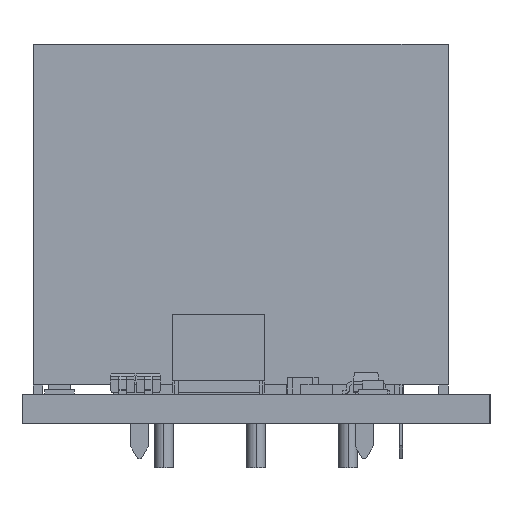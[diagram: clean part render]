
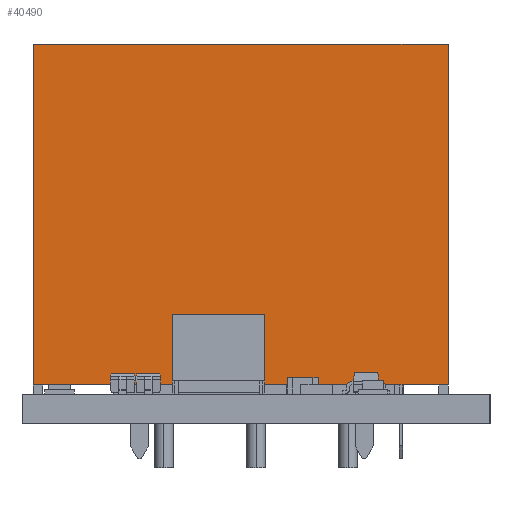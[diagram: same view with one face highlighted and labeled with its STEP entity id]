
A CAD part, left-side view. The second image highlights one B-rep face of the part: STEP entity #40490.
In plain terms, the highlighted planar face has unit normal (-1, 0, 0).
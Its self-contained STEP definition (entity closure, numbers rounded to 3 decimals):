
#1131 = VECTOR ( 'NONE', #38187, 1000. ) ;
#2189 = AXIS2_PLACEMENT_3D ( 'NONE', #5746, #36290, #19809 ) ;
#2458 = VERTEX_POINT ( 'NONE', #32510 ) ;
#3563 = ORIENTED_EDGE ( 'NONE', *, *, #41904, .F. ) ;
#5746 = CARTESIAN_POINT ( 'NONE',  ( 5.593, 24.776, 20.575 ) ) ;
#6545 = LINE ( 'NONE', #6780, #1131 ) ;
#6780 = CARTESIAN_POINT ( 'NONE',  ( 5.593, 2.276, 2.075 ) ) ;
#7162 = CARTESIAN_POINT ( 'NONE',  ( 5.593, 24.776, 20.575 ) ) ;
#10199 = CARTESIAN_POINT ( 'NONE',  ( 5.593, 2.276, 20.575 ) ) ;
#14458 = VERTEX_POINT ( 'NONE', #32657 ) ;
#16515 = ORIENTED_EDGE ( 'NONE', *, *, #21224, .F. ) ;
#16775 = LINE ( 'NONE', #10199, #43197 ) ;
#19809 = DIRECTION ( 'NONE',  ( 0., 0., -1. ) ) ;
#21224 = EDGE_CURVE ( 'NONE', #44105, #14458, #30644, .T. ) ;
#21300 = VERTEX_POINT ( 'NONE', #41045 ) ;
#24301 = CARTESIAN_POINT ( 'NONE',  ( 5.593, 24.776, 20.575 ) ) ;
#24347 = DIRECTION ( 'NONE',  ( 0., -1., 0. ) ) ;
#24753 = DIRECTION ( 'NONE',  ( 0., 0., -1. ) ) ;
#26462 = EDGE_CURVE ( 'NONE', #44105, #21300, #31261, .T. ) ;
#26676 = ORIENTED_EDGE ( 'NONE', *, *, #26462, .T. ) ;
#27527 = EDGE_LOOP ( 'NONE', ( #3563, #43079, #16515, #26676 ) ) ;
#28784 = VECTOR ( 'NONE', #24753, 1000. ) ;
#29609 = VECTOR ( 'NONE', #24347, 1000. ) ;
#30644 = LINE ( 'NONE', #7162, #29609 ) ;
#31261 = LINE ( 'NONE', #24301, #28784 ) ;
#32510 = CARTESIAN_POINT ( 'NONE',  ( 5.593, 2.276, 2.075 ) ) ;
#32657 = CARTESIAN_POINT ( 'NONE',  ( 5.593, 2.276, 20.575 ) ) ;
#33110 = FACE_OUTER_BOUND ( 'NONE', #27527, .T. ) ;
#34162 = DIRECTION ( 'NONE',  ( 0., 0., -1. ) ) ;
#36290 = DIRECTION ( 'NONE',  ( 1., 0., 0. ) ) ;
#36929 = CARTESIAN_POINT ( 'NONE',  ( 5.593, 24.776, 20.575 ) ) ;
#38187 = DIRECTION ( 'NONE',  ( 0., 1., 0. ) ) ;
#38568 = EDGE_CURVE ( 'NONE', #14458, #2458, #16775, .T. ) ;
#39455 = PLANE ( 'NONE',  #2189 ) ;
#40490 = ADVANCED_FACE ( 'NONE', ( #33110 ), #39455, .F. ) ;
#41045 = CARTESIAN_POINT ( 'NONE',  ( 5.593, 24.776, 2.075 ) ) ;
#41904 = EDGE_CURVE ( 'NONE', #2458, #21300, #6545, .T. ) ;
#43079 = ORIENTED_EDGE ( 'NONE', *, *, #38568, .F. ) ;
#43197 = VECTOR ( 'NONE', #34162, 1000. ) ;
#44105 = VERTEX_POINT ( 'NONE', #36929 ) ;
